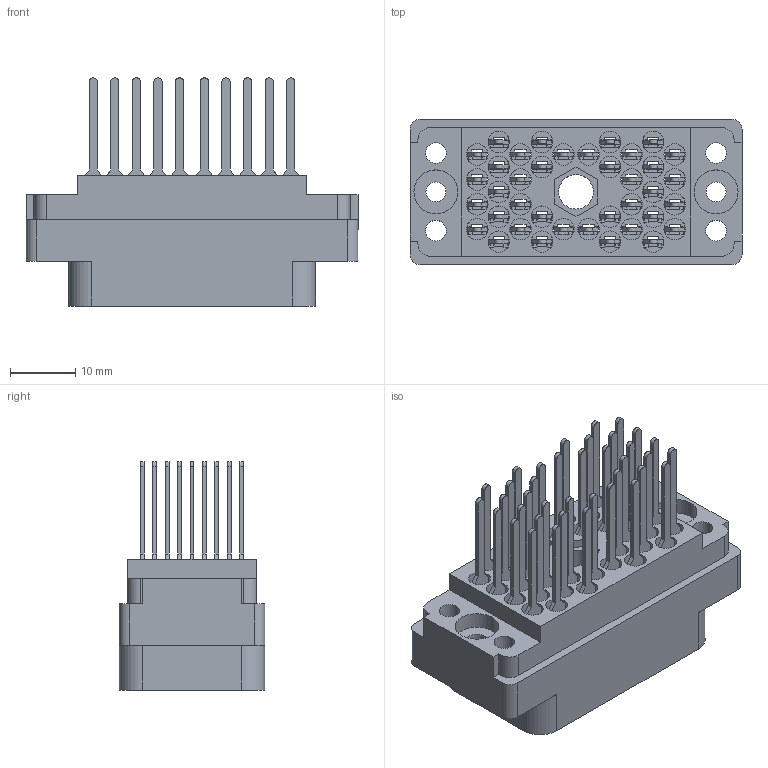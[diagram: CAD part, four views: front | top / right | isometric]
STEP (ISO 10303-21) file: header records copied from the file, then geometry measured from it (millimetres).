
FILE_DESCRIPTION (( 'STEP AP203' ), '1' );
FILE_NAME ('516-038-540-500.STEP', '2020-03-09T23:38:10', ( '' ), ( '' ), 'SwSTEP 2.0', 'SolidWorks 2016', '' );
FILE_SCHEMA (( 'CONFIG_CONTROL_DESIGN' ));
Length unit declared in the file: inch
Products named in the file (3): 516-292-001_540 Contact; 516 Plug Insulator_038; 516-038-540-500
Assembly tree (39 placements, depth 2):
  516-038-540-500
    516 Plug Insulator_038
    516-292-001_540 Contact  x38
Bounding box: 50.8 x 22.25 x 34.92 mm (x, y, z)
Volume: 10286.8 mm3; surface area: 19294.1 mm2
Topology: 39 solids, 39 shells, 3622 faces, 10504 edges, 6976 vertices
Faces by surface type: plane 2237, cylinder 1155, bspline 228, cone 2
Entity records: 33652 total; most frequent: CARTESIAN_POINT 5963, ORIENTED_EDGE 5616, DIRECTION 5440, EDGE_CURVE 2808, LINE 2096, VECTOR 2096, VERTEX_POINT 1870, AXIS2_PLACEMENT_3D 1672
